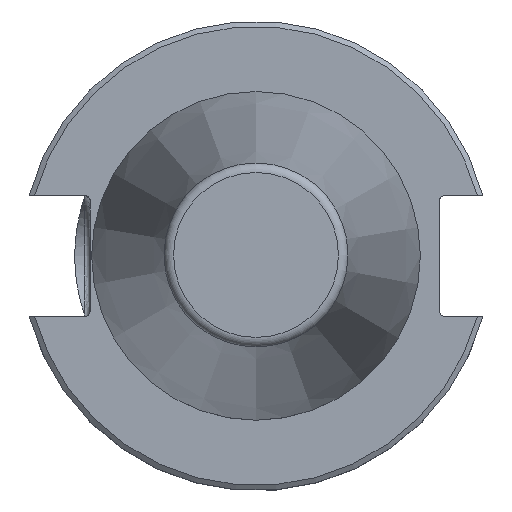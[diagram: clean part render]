
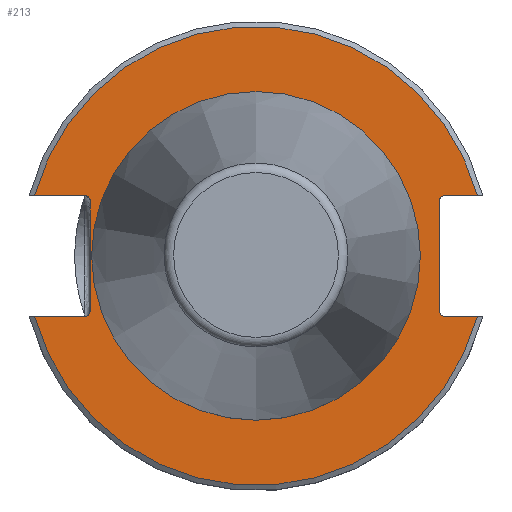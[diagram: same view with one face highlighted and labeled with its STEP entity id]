
A CAD part, top view. The second image highlights one B-rep face of the part: STEP entity #213.
In plain terms, the highlighted planar face has unit normal (0, 0, 1).
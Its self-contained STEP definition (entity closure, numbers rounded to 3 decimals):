
#74=FACE_BOUND('',#353,.T.);
#75=FACE_BOUND('',#354,.T.);
#116=PLANE('',#1275);
#213=ADVANCED_FACE('',(#74,#75),#116,.T.);
#353=EDGE_LOOP('',(#631,#632,#633,#634,#635,#636,#637,#638,#639,#640,#641,
#642,#643,#644));
#354=EDGE_LOOP('',(#645));
#404=CIRCLE('',#1203,0.75);
#406=CIRCLE('',#1207,0.75);
#410=CIRCLE('',#1215,22.225);
#424=CIRCLE('',#1242,31.036);
#426=CIRCLE('',#1246,31.036);
#440=CIRCLE('',#1273,0.75);
#441=CIRCLE('',#1274,0.75);
#631=ORIENTED_EDGE('',*,*,#1014,.T.);
#632=ORIENTED_EDGE('',*,*,#987,.F.);
#633=ORIENTED_EDGE('',*,*,#925,.F.);
#634=ORIENTED_EDGE('',*,*,#914,.F.);
#635=ORIENTED_EDGE('',*,*,#918,.T.);
#636=ORIENTED_EDGE('',*,*,#923,.F.);
#637=ORIENTED_EDGE('',*,*,#953,.T.);
#638=ORIENTED_EDGE('',*,*,#984,.F.);
#639=ORIENTED_EDGE('',*,*,#1015,.F.);
#640=ORIENTED_EDGE('',*,*,#1016,.F.);
#641=ORIENTED_EDGE('',*,*,#1017,.T.);
#642=ORIENTED_EDGE('',*,*,#1018,.T.);
#643=ORIENTED_EDGE('',*,*,#1019,.T.);
#644=ORIENTED_EDGE('',*,*,#1020,.F.);
#645=ORIENTED_EDGE('',*,*,#957,.F.);
#797=VERTEX_POINT('',#1671);
#799=VERTEX_POINT('',#1674);
#802=VERTEX_POINT('',#1681);
#805=VERTEX_POINT('',#1695);
#807=VERTEX_POINT('',#1701);
#834=VERTEX_POINT('',#1868);
#837=VERTEX_POINT('',#1878);
#851=VERTEX_POINT('',#1987);
#853=VERTEX_POINT('',#1995);
#867=VERTEX_POINT('',#2105);
#868=VERTEX_POINT('',#2107);
#869=VERTEX_POINT('',#2109);
#870=VERTEX_POINT('',#2111);
#871=VERTEX_POINT('',#2113);
#872=VERTEX_POINT('',#2115);
#914=EDGE_CURVE('',#797,#799,#404,.T.);
#918=EDGE_CURVE('',#797,#802,#1079,.T.);
#923=EDGE_CURVE('',#805,#802,#406,.T.);
#925=EDGE_CURVE('',#799,#807,#1083,.T.);
#953=EDGE_CURVE('',#805,#834,#1095,.T.);
#957=EDGE_CURVE('',#837,#837,#410,.T.);
#984=EDGE_CURVE('',#851,#834,#424,.T.);
#987=EDGE_CURVE('',#807,#853,#426,.T.);
#1014=EDGE_CURVE('',#867,#853,#1108,.T.);
#1015=EDGE_CURVE('',#868,#851,#1109,.T.);
#1016=EDGE_CURVE('',#869,#868,#440,.T.);
#1017=EDGE_CURVE('',#869,#870,#1110,.T.);
#1018=EDGE_CURVE('',#870,#871,#1111,.T.);
#1019=EDGE_CURVE('',#871,#872,#1112,.T.);
#1020=EDGE_CURVE('',#867,#872,#441,.T.);
#1079=LINE('',#1682,#1126);
#1083=LINE('',#1700,#1130);
#1095=LINE('',#1869,#1142);
#1108=LINE('',#2104,#1155);
#1109=LINE('',#2106,#1156);
#1110=LINE('',#2110,#1157);
#1111=LINE('',#2112,#1158);
#1112=LINE('',#2114,#1159);
#1126=VECTOR('',#1355,1.);
#1130=VECTOR('',#1367,1.);
#1142=VECTOR('',#1381,1.);
#1155=VECTOR('',#1518,1.);
#1156=VECTOR('',#1519,1.);
#1157=VECTOR('',#1522,1.);
#1158=VECTOR('',#1523,1.);
#1159=VECTOR('',#1524,1.);
#1203=AXIS2_PLACEMENT_3D('',#1673,#1347,#1348);
#1207=AXIS2_PLACEMENT_3D('',#1697,#1361,#1362);
#1215=AXIS2_PLACEMENT_3D('',#1877,#1391,#1392);
#1242=AXIS2_PLACEMENT_3D('',#1988,#1450,#1451);
#1246=AXIS2_PLACEMENT_3D('',#1994,#1459,#1460);
#1273=AXIS2_PLACEMENT_3D('',#2108,#1520,#1521);
#1274=AXIS2_PLACEMENT_3D('',#2116,#1525,#1526);
#1275=AXIS2_PLACEMENT_3D('',#2117,#1527,#1528);
#1347=DIRECTION('',(0.,0.,1.));
#1348=DIRECTION('',(-1.,0.,0.));
#1355=DIRECTION('',(0.,1.,0.));
#1361=DIRECTION('',(0.,0.,1.));
#1362=DIRECTION('',(0.,1.,0.));
#1367=DIRECTION('',(1.,0.,0.));
#1381=DIRECTION('',(1.,0.,0.));
#1391=DIRECTION('',(0.,0.,1.));
#1392=DIRECTION('',(1.,0.,0.));
#1450=DIRECTION('',(0.,0.,-1.));
#1451=DIRECTION('',(0.,1.,0.));
#1459=DIRECTION('',(0.,0.,-1.));
#1460=DIRECTION('',(0.965,-0.264,0.));
#1518=DIRECTION('',(-1.,0.,0.));
#1519=DIRECTION('',(-1.,0.,0.));
#1520=DIRECTION('',(0.,0.,1.));
#1521=DIRECTION('',(1.,0.,0.));
#1522=DIRECTION('',(0.,-1.,0.));
#1523=DIRECTION('',(0.,-1.,0.));
#1524=DIRECTION('',(0.,-1.,0.));
#1525=DIRECTION('',(0.,0.,1.));
#1526=DIRECTION('',(0.,-1.,0.));
#1527=DIRECTION('',(0.,0.,1.));
#1528=DIRECTION('',(0.,-1.,0.));
#1671=CARTESIAN_POINT('',(24.83,-7.44,-3.17));
#1673=CARTESIAN_POINT('',(25.58,-7.44,-3.17));
#1674=CARTESIAN_POINT('',(25.58,-8.19,-3.17));
#1681=CARTESIAN_POINT('',(24.83,7.44,-3.17));
#1682=CARTESIAN_POINT('',(24.83,-7.44,-3.17));
#1695=CARTESIAN_POINT('',(25.58,8.19,-3.17));
#1697=CARTESIAN_POINT('',(25.58,7.44,-3.17));
#1700=CARTESIAN_POINT('',(25.58,-8.19,-3.17));
#1701=CARTESIAN_POINT('',(29.936,-8.19,-3.17));
#1868=CARTESIAN_POINT('',(29.936,8.19,-3.17));
#1869=CARTESIAN_POINT('',(25.58,8.19,-3.17));
#1877=CARTESIAN_POINT('',(0.,0.,-3.17));
#1878=CARTESIAN_POINT('',(22.225,0.,-3.17));
#1987=CARTESIAN_POINT('',(-29.936,8.19,-3.17));
#1988=CARTESIAN_POINT('',(0.,0.,-3.17));
#1994=CARTESIAN_POINT('',(0.,0.,-3.17));
#1995=CARTESIAN_POINT('',(-29.936,-8.19,-3.17));
#2104=CARTESIAN_POINT('',(-23.17,-8.19,-3.17));
#2105=CARTESIAN_POINT('',(-23.17,-8.19,-3.17));
#2106=CARTESIAN_POINT('',(-23.17,8.19,-3.17));
#2107=CARTESIAN_POINT('',(-23.17,8.19,-3.17));
#2108=CARTESIAN_POINT('',(-23.17,7.44,-3.17));
#2109=CARTESIAN_POINT('',(-22.42,7.44,-3.17));
#2110=CARTESIAN_POINT('',(-22.42,7.44,-3.17));
#2111=CARTESIAN_POINT('',(-22.42,5.243,-3.17));
#2112=CARTESIAN_POINT('',(-22.42,0.,-3.17));
#2113=CARTESIAN_POINT('',(-22.42,-5.243,-3.17));
#2114=CARTESIAN_POINT('',(-22.42,-5.243,-3.17));
#2115=CARTESIAN_POINT('',(-22.42,-7.44,-3.17));
#2116=CARTESIAN_POINT('',(-23.17,-7.44,-3.17));
#2117=CARTESIAN_POINT('',(0.,0.,-3.17));
